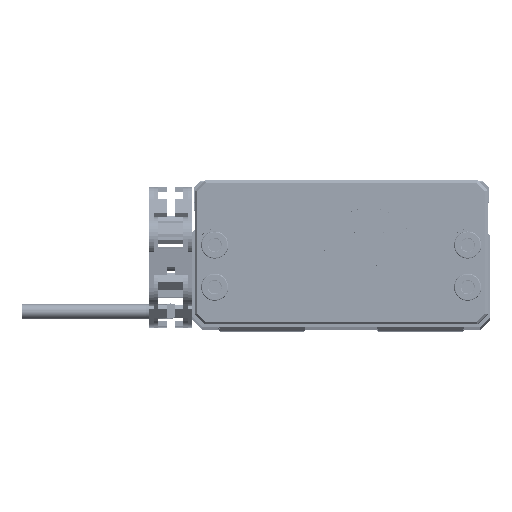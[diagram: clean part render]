
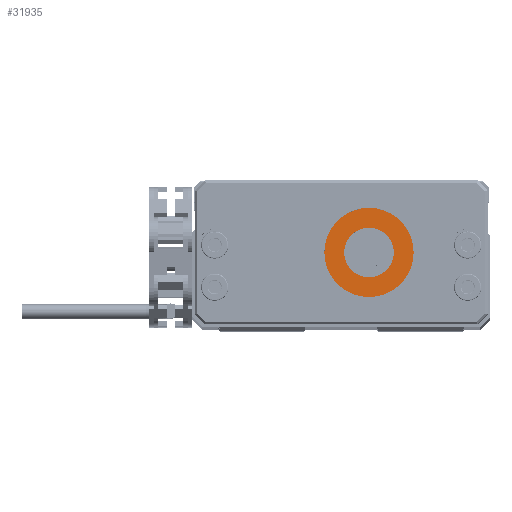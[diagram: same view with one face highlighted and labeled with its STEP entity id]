
A CAD part, top view. The second image highlights one B-rep face of the part: STEP entity #31935.
In plain terms, the highlighted planar face has unit normal (0, 0, 1).
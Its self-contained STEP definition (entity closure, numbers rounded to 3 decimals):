
#503 = AXIS2_PLACEMENT_3D ( 'NONE', #54156, #1025, #25497 ) ;
#1025 = DIRECTION ( 'NONE',  ( 0., 0., -1. ) ) ;
#1168 = AXIS2_PLACEMENT_3D ( 'NONE', #23358, #40328, #17714 ) ;
#2284 = EDGE_LOOP ( 'NONE', ( #37428, #65607 ) ) ;
#4300 = AXIS2_PLACEMENT_3D ( 'NONE', #43341, #36931, #70895 ) ;
#6604 = CARTESIAN_POINT ( 'NONE',  ( 44.1, -14.5, 8. ) ) ;
#8802 = CIRCLE ( 'NONE', #11184, 5. ) ;
#8886 = DIRECTION ( 'NONE',  ( 1., 0., 0. ) ) ;
#11184 = AXIS2_PLACEMENT_3D ( 'NONE', #26223, #43187, #8886 ) ;
#12705 = CARTESIAN_POINT ( 'NONE',  ( 35.1, -14.5, 8. ) ) ;
#14943 = CIRCLE ( 'NONE', #503, 5. ) ;
#17714 = DIRECTION ( 'NONE',  ( 1., 0., 0. ) ) ;
#18940 = EDGE_CURVE ( 'NONE', #31856, #43908, #66168, .T. ) ;
#19047 = ORIENTED_EDGE ( 'NONE', *, *, #18940, .T. ) ;
#22902 = PLANE ( 'NONE',  #40499 ) ;
#23358 = CARTESIAN_POINT ( 'NONE',  ( 35.1, -14.5, 8. ) ) ;
#25497 = DIRECTION ( 'NONE',  ( 1., 0., 0. ) ) ;
#26223 = CARTESIAN_POINT ( 'NONE',  ( 35.1, -14.5, 8. ) ) ;
#28678 = EDGE_CURVE ( 'NONE', #54849, #49337, #14943, .T. ) ;
#31856 = VERTEX_POINT ( 'NONE', #38022 ) ;
#31935 = ADVANCED_FACE ( 'NONE', ( #69293, #70029 ), #22902, .T. ) ;
#36931 = DIRECTION ( 'NONE',  ( 0., 0., 1. ) ) ;
#37428 = ORIENTED_EDGE ( 'NONE', *, *, #42266, .T. ) ;
#38022 = CARTESIAN_POINT ( 'NONE',  ( 26.1, -14.5, 8. ) ) ;
#40328 = DIRECTION ( 'NONE',  ( 0., 0., 1. ) ) ;
#40499 = AXIS2_PLACEMENT_3D ( 'NONE', #12705, #51211, #68544 ) ;
#41287 = CARTESIAN_POINT ( 'NONE',  ( 30.1, -14.5, 8. ) ) ;
#42266 = EDGE_CURVE ( 'NONE', #49337, #54849, #8802, .T. ) ;
#43187 = DIRECTION ( 'NONE',  ( 0., 0., -1. ) ) ;
#43341 = CARTESIAN_POINT ( 'NONE',  ( 35.1, -14.5, 8. ) ) ;
#43908 = VERTEX_POINT ( 'NONE', #6604 ) ;
#44844 = ORIENTED_EDGE ( 'NONE', *, *, #70758, .T. ) ;
#49337 = VERTEX_POINT ( 'NONE', #60131 ) ;
#51211 = DIRECTION ( 'NONE',  ( 0., 0., 1. ) ) ;
#53632 = CIRCLE ( 'NONE', #4300, 9. ) ;
#54156 = CARTESIAN_POINT ( 'NONE',  ( 35.1, -14.5, 8. ) ) ;
#54849 = VERTEX_POINT ( 'NONE', #41287 ) ;
#60131 = CARTESIAN_POINT ( 'NONE',  ( 40.1, -14.5, 8. ) ) ;
#65447 = EDGE_LOOP ( 'NONE', ( #44844, #19047 ) ) ;
#65607 = ORIENTED_EDGE ( 'NONE', *, *, #28678, .T. ) ;
#66168 = CIRCLE ( 'NONE', #1168, 9. ) ;
#68544 = DIRECTION ( 'NONE',  ( 1., 0., 0. ) ) ;
#69293 = FACE_OUTER_BOUND ( 'NONE', #65447, .T. ) ;
#70029 = FACE_BOUND ( 'NONE', #2284, .T. ) ;
#70758 = EDGE_CURVE ( 'NONE', #43908, #31856, #53632, .T. ) ;
#70895 = DIRECTION ( 'NONE',  ( 1., 0., 0. ) ) ;
